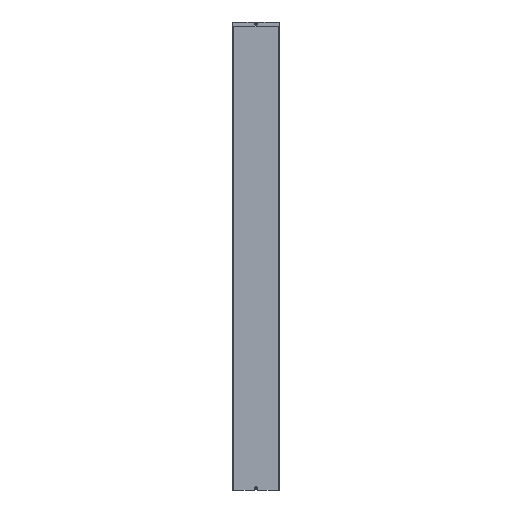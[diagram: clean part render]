
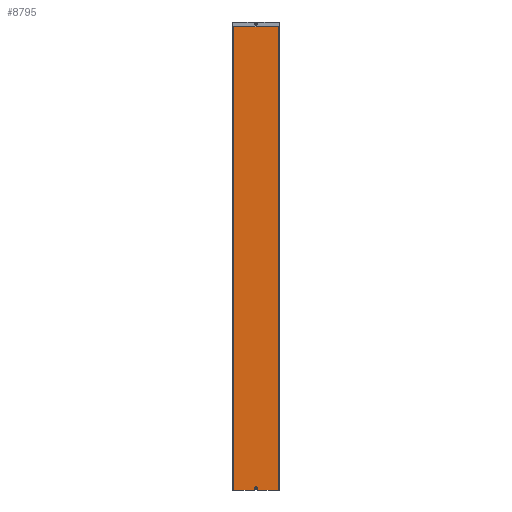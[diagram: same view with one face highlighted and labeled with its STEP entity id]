
A CAD part, front view. The second image highlights one B-rep face of the part: STEP entity #8795.
In plain terms, the highlighted planar face has unit normal (0, -1, 0).
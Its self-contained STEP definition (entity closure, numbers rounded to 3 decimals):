
#147 = ORIENTED_EDGE ( 'NONE', *, *, #2478, .T. ) ;
#149 = CIRCLE ( 'NONE', #6250, 0.5 ) ;
#167 = VERTEX_POINT ( 'NONE', #7456 ) ;
#311 = VERTEX_POINT ( 'NONE', #8524 ) ;
#495 = DIRECTION ( 'NONE',  ( 0., 0., 1. ) ) ;
#502 = VERTEX_POINT ( 'NONE', #8299 ) ;
#579 = DIRECTION ( 'NONE',  ( 0., 0., 1. ) ) ;
#580 = ORIENTED_EDGE ( 'NONE', *, *, #4022, .F. ) ;
#614 = AXIS2_PLACEMENT_3D ( 'NONE', #8813, #4689, #495 ) ;
#626 = FACE_BOUND ( 'NONE', #8383, .T. ) ;
#696 = LINE ( 'NONE', #7558, #4200 ) ;
#705 = VECTOR ( 'NONE', #899, 1000. ) ;
#899 = DIRECTION ( 'NONE',  ( 1., 0., 0. ) ) ;
#910 = DIRECTION ( 'NONE',  ( 0., -1., 0. ) ) ;
#958 = DIRECTION ( 'NONE',  ( 1., 0., 0. ) ) ;
#999 = EDGE_CURVE ( 'NONE', #5561, #6611, #8334, .T. ) ;
#1058 = CARTESIAN_POINT ( 'NONE',  ( 149., 0., -2969. ) ) ;
#1221 = CARTESIAN_POINT ( 'NONE',  ( -74.499, 0., 0. ) ) ;
#1239 = EDGE_CURVE ( 'NONE', #6967, #167, #3107, .T. ) ;
#1362 = CARTESIAN_POINT ( 'NONE',  ( -11.207, 0., -2969. ) ) ;
#1555 = PLANE ( 'NONE',  #2452 ) ;
#1753 = CIRCLE ( 'NONE', #5780, 0.5 ) ;
#1828 = VERTEX_POINT ( 'NONE', #2168 ) ;
#1837 = CARTESIAN_POINT ( 'NONE',  ( 11.414, 0., -2968.5 ) ) ;
#1927 = CARTESIAN_POINT ( 'NONE',  ( -12.417, 0., 0. ) ) ;
#2147 = ORIENTED_EDGE ( 'NONE', *, *, #4631, .T. ) ;
#2168 = CARTESIAN_POINT ( 'NONE',  ( 11.414, 0., -2969. ) ) ;
#2200 = DIRECTION ( 'NONE',  ( 0., 1., 0. ) ) ;
#2365 = CARTESIAN_POINT ( 'NONE',  ( 0., 0., -2962.3 ) ) ;
#2451 = CARTESIAN_POINT ( 'NONE',  ( 10.854, 0., -2968.646 ) ) ;
#2452 = AXIS2_PLACEMENT_3D ( 'NONE', #8543, #910, #5816 ) ;
#2469 = VERTEX_POINT ( 'NONE', #4868 ) ;
#2478 = EDGE_CURVE ( 'NONE', #167, #2469, #149, .T. ) ;
#2539 = DIRECTION ( 'NONE',  ( 1., 0., 0. ) ) ;
#2572 = LINE ( 'NONE', #7210, #705 ) ;
#2584 = ORIENTED_EDGE ( 'NONE', *, *, #5382, .F. ) ;
#2604 = CARTESIAN_POINT ( 'NONE',  ( -149., 0., 0. ) ) ;
#2626 = CIRCLE ( 'NONE', #614, 0.5 ) ;
#2721 = CARTESIAN_POINT ( 'NONE',  ( -10.854, 0., -2968.646 ) ) ;
#2779 = VECTOR ( 'NONE', #3070, 1000. ) ;
#2791 = EDGE_CURVE ( 'NONE', #7373, #502, #2572, .T. ) ;
#2820 = CARTESIAN_POINT ( 'NONE',  ( -11.414, 0., -2968.5 ) ) ;
#3070 = DIRECTION ( 'NONE',  ( 1., 0., 0. ) ) ;
#3078 = DIRECTION ( 'NONE',  ( 0., 1., 0. ) ) ;
#3107 = LINE ( 'NONE', #5159, #6823 ) ;
#3116 = LINE ( 'NONE', #8354, #6623 ) ;
#3288 = EDGE_CURVE ( 'NONE', #8136, #5485, #8533, .T. ) ;
#3469 = ORIENTED_EDGE ( 'NONE', *, *, #999, .T. ) ;
#3529 = DIRECTION ( 'NONE',  ( 1., 0., 0. ) ) ;
#3566 = VERTEX_POINT ( 'NONE', #1058 ) ;
#3641 = EDGE_CURVE ( 'NONE', #6611, #5535, #2626, .T. ) ;
#3705 = CARTESIAN_POINT ( 'NONE',  ( 0., 0., -2955. ) ) ;
#3796 = ORIENTED_EDGE ( 'NONE', *, *, #3641, .T. ) ;
#3873 = EDGE_CURVE ( 'NONE', #6774, #5561, #1753, .T. ) ;
#3901 = ORIENTED_EDGE ( 'NONE', *, *, #3288, .T. ) ;
#3945 = EDGE_CURVE ( 'NONE', #8444, #1828, #6670, .T. ) ;
#3998 = CARTESIAN_POINT ( 'NONE',  ( -136.583, 0., 0. ) ) ;
#4022 = EDGE_CURVE ( 'NONE', #311, #7373, #7084, .T. ) ;
#4042 = CARTESIAN_POINT ( 'NONE',  ( 11.061, 0., -2968.854 ) ) ;
#4056 = ORIENTED_EDGE ( 'NONE', *, *, #5938, .T. ) ;
#4075 = DIRECTION ( 'NONE',  ( 0.707, 0., -0.707 ) ) ;
#4200 = VECTOR ( 'NONE', #4075, 1000. ) ;
#4272 = CARTESIAN_POINT ( 'NONE',  ( -149., 0., -2969. ) ) ;
#4393 = DIRECTION ( 'NONE',  ( 0., 0., 1. ) ) ;
#4631 = EDGE_CURVE ( 'NONE', #2469, #6774, #5683, .T. ) ;
#4689 = DIRECTION ( 'NONE',  ( 0., 1., 0. ) ) ;
#4794 = AXIS2_PLACEMENT_3D ( 'NONE', #6380, #2200, #7085 ) ;
#4846 = DIRECTION ( 'NONE',  ( 0.707, 0., 0.707 ) ) ;
#4868 = CARTESIAN_POINT ( 'NONE',  ( -11.061, 0., -2968.854 ) ) ;
#5001 = ORIENTED_EDGE ( 'NONE', *, *, #3945, .T. ) ;
#5159 = CARTESIAN_POINT ( 'NONE',  ( -150., 0., -2969. ) ) ;
#5191 = EDGE_CURVE ( 'NONE', #1828, #3566, #6068, .T. ) ;
#5382 = EDGE_CURVE ( 'NONE', #6967, #311, #3116, .T. ) ;
#5413 = CARTESIAN_POINT ( 'NONE',  ( -111.749, 0., 0. ) ) ;
#5485 = VERTEX_POINT ( 'NONE', #5911 ) ;
#5535 = VERTEX_POINT ( 'NONE', #2451 ) ;
#5561 = VERTEX_POINT ( 'NONE', #6643 ) ;
#5683 = LINE ( 'NONE', #1362, #8885 ) ;
#5780 = AXIS2_PLACEMENT_3D ( 'NONE', #7266, #3078, #7965 ) ;
#5816 = DIRECTION ( 'NONE',  ( 1., 0., 0. ) ) ;
#5847 = VECTOR ( 'NONE', #579, 1000. ) ;
#5857 = VECTOR ( 'NONE', #6862, 1000. ) ;
#5868 = ORIENTED_EDGE ( 'NONE', *, *, #5953, .T. ) ;
#5911 = CARTESIAN_POINT ( 'NONE',  ( 0., 0., -2947.7 ) ) ;
#5938 = EDGE_CURVE ( 'NONE', #5535, #8444, #696, .T. ) ;
#5953 = EDGE_CURVE ( 'NONE', #3566, #502, #7700, .T. ) ;
#5986 = ORIENTED_EDGE ( 'NONE', *, *, #1239, .T. ) ;
#6068 = LINE ( 'NONE', #8867, #5857 ) ;
#6116 = CARTESIAN_POINT ( 'NONE',  ( -37.25, 0., 0. ) ) ;
#6172 = ORIENTED_EDGE ( 'NONE', *, *, #5191, .T. ) ;
#6250 = AXIS2_PLACEMENT_3D ( 'NONE', #2820, #7712, #3529 ) ;
#6380 = CARTESIAN_POINT ( 'NONE',  ( 0., 0., -2955. ) ) ;
#6611 = VERTEX_POINT ( 'NONE', #8318 ) ;
#6623 = VECTOR ( 'NONE', #7677, 1000. ) ;
#6643 = CARTESIAN_POINT ( 'NONE',  ( -10.5, 0., -2968.5 ) ) ;
#6670 = CIRCLE ( 'NONE', #8094, 0.5 ) ;
#6729 = DIRECTION ( 'NONE',  ( 0., -1., 0. ) ) ;
#6774 = VERTEX_POINT ( 'NONE', #2721 ) ;
#6814 = CARTESIAN_POINT ( 'NONE',  ( 0., 0., 0. ) ) ;
#6823 = VECTOR ( 'NONE', #958, 1000. ) ;
#6858 = CARTESIAN_POINT ( 'NONE',  ( 149., 0., -2969. ) ) ;
#6862 = DIRECTION ( 'NONE',  ( 1., 0., 0. ) ) ;
#6967 = VERTEX_POINT ( 'NONE', #4272 ) ;
#7084 = B_SPLINE_CURVE_WITH_KNOTS ( 'NONE', 3,
 ( #2604, #3998, #5413, #1221, #6116, #1927, #6814 ),
 .UNSPECIFIED., .F., .F.,
 ( 4, 1, 1, 1, 4 ),
 ( 0., 0.25, 0.5, 0.75, 1. ),
 .UNSPECIFIED. ) ;
#7085 = DIRECTION ( 'NONE',  ( 0., 0., 1. ) ) ;
#7195 = CIRCLE ( 'NONE', #4794, 7.3 ) ;
#7210 = CARTESIAN_POINT ( 'NONE',  ( -149., 0., 0. ) ) ;
#7266 = CARTESIAN_POINT ( 'NONE',  ( -10.5, 0., -2969. ) ) ;
#7373 = VERTEX_POINT ( 'NONE', #8021 ) ;
#7398 = ORIENTED_EDGE ( 'NONE', *, *, #9015, .T. ) ;
#7456 = CARTESIAN_POINT ( 'NONE',  ( -11.414, 0., -2969. ) ) ;
#7558 = CARTESIAN_POINT ( 'NONE',  ( 11.207, 0., -2969. ) ) ;
#7677 = DIRECTION ( 'NONE',  ( 0., 0., 1. ) ) ;
#7700 = LINE ( 'NONE', #6858, #5847 ) ;
#7712 = DIRECTION ( 'NONE',  ( 0., -1., 0. ) ) ;
#7828 = EDGE_LOOP ( 'NONE', ( #4056, #5001, #6172, #5868, #8484, #580, #2584, #5986, #147, #2147, #8029, #3469, #3796 ) ) ;
#7847 = FACE_OUTER_BOUND ( 'NONE', #7828, .T. ) ;
#7965 = DIRECTION ( 'NONE',  ( 0., 0., 1. ) ) ;
#8021 = CARTESIAN_POINT ( 'NONE',  ( 0., 0., 0. ) ) ;
#8029 = ORIENTED_EDGE ( 'NONE', *, *, #3873, .T. ) ;
#8094 = AXIS2_PLACEMENT_3D ( 'NONE', #1837, #6729, #2539 ) ;
#8136 = VERTEX_POINT ( 'NONE', #2365 ) ;
#8299 = CARTESIAN_POINT ( 'NONE',  ( 149., 0., 0. ) ) ;
#8318 = CARTESIAN_POINT ( 'NONE',  ( 10.5, 0., -2968.5 ) ) ;
#8334 = LINE ( 'NONE', #8610, #2779 ) ;
#8354 = CARTESIAN_POINT ( 'NONE',  ( -149., 0., -2969. ) ) ;
#8383 = EDGE_LOOP ( 'NONE', ( #7398, #3901 ) ) ;
#8444 = VERTEX_POINT ( 'NONE', #4042 ) ;
#8484 = ORIENTED_EDGE ( 'NONE', *, *, #2791, .F. ) ;
#8524 = CARTESIAN_POINT ( 'NONE',  ( -149., 0., 0. ) ) ;
#8533 = CIRCLE ( 'NONE', #8660, 7.3 ) ;
#8543 = CARTESIAN_POINT ( 'NONE',  ( 150., 0., -2969. ) ) ;
#8544 = DIRECTION ( 'NONE',  ( 0., 1., 0. ) ) ;
#8610 = CARTESIAN_POINT ( 'NONE',  ( -150., 0., -2968.5 ) ) ;
#8660 = AXIS2_PLACEMENT_3D ( 'NONE', #3705, #8544, #4393 ) ;
#8795 = ADVANCED_FACE ( 'NONE', ( #626, #7847 ), #1555, .T. ) ;
#8813 = CARTESIAN_POINT ( 'NONE',  ( 10.5, 0., -2969. ) ) ;
#8867 = CARTESIAN_POINT ( 'NONE',  ( -150., 0., -2969. ) ) ;
#8885 = VECTOR ( 'NONE', #4846, 1000. ) ;
#9015 = EDGE_CURVE ( 'NONE', #5485, #8136, #7195, .T. ) ;
